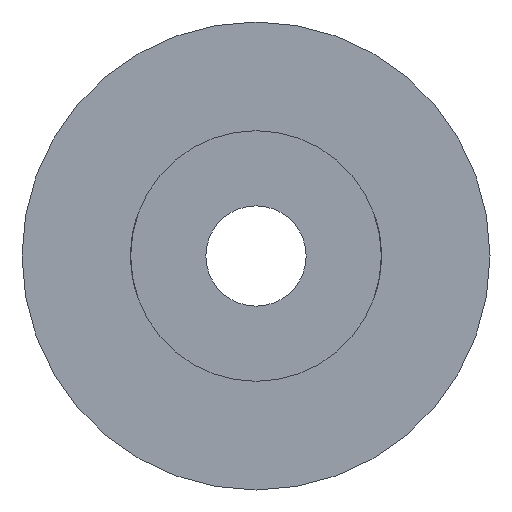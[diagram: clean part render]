
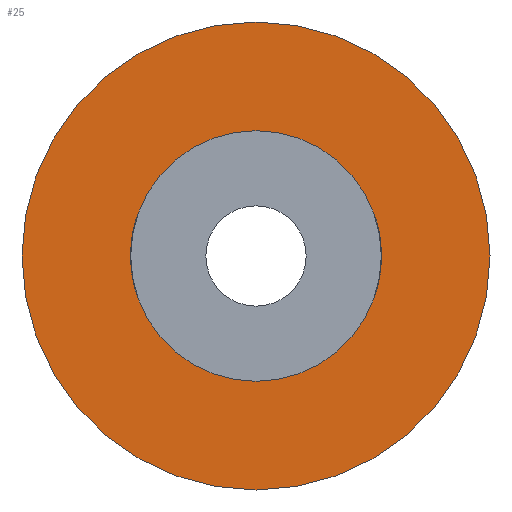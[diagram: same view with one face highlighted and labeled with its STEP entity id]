
A CAD part, front view. The second image highlights one B-rep face of the part: STEP entity #25.
In plain terms, the highlighted planar face has unit normal (0, -1, 0).
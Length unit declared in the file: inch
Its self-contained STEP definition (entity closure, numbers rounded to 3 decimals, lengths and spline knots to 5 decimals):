
#11 = DIRECTION ( 'NONE',  ( 0., 0., -1. ) ) ;
#13 = DIRECTION ( 'NONE',  ( 0., 1., 0. ) ) ;
#25 = ADVANCED_FACE ( 'NONE', ( #160, #215 ), #136, .T. ) ;
#77 = CARTESIAN_POINT ( 'NONE',  ( 0., -0.25, -0.875 ) ) ;
#136 = PLANE ( 'NONE',  #586 ) ;
#145 = DIRECTION ( 'NONE',  ( 0., 1., 0. ) ) ;
#155 = CARTESIAN_POINT ( 'NONE',  ( 0., -0.25, 0. ) ) ;
#160 = FACE_OUTER_BOUND ( 'NONE', #533, .T. ) ;
#175 = EDGE_LOOP ( 'NONE', ( #556, #794 ) ) ;
#215 = FACE_BOUND ( 'NONE', #175, .T. ) ;
#290 = DIRECTION ( 'NONE',  ( 0., 0., -1. ) ) ;
#347 = DIRECTION ( 'NONE',  ( 0., 0., -1. ) ) ;
#348 = DIRECTION ( 'NONE',  ( 0., -1., 0. ) ) ;
#357 = ORIENTED_EDGE ( 'NONE', *, *, #828, .F. ) ;
#470 = AXIS2_PLACEMENT_3D ( 'NONE', #155, #697, #767 ) ;
#511 = ORIENTED_EDGE ( 'NONE', *, *, #759, .F. ) ;
#533 = EDGE_LOOP ( 'NONE', ( #511, #357 ) ) ;
#549 = CARTESIAN_POINT ( 'NONE',  ( 0., -0.25, 0. ) ) ;
#555 = DIRECTION ( 'NONE',  ( 0., 1., 0. ) ) ;
#556 = ORIENTED_EDGE ( 'NONE', *, *, #842, .T. ) ;
#586 = AXIS2_PLACEMENT_3D ( 'NONE', #817, #348, #11 ) ;
#604 = CIRCLE ( 'NONE', #637, 0.46875 ) ;
#611 = CIRCLE ( 'NONE', #470, 0.46875 ) ;
#618 = DIRECTION ( 'NONE',  ( 0., 0., -1. ) ) ;
#623 = CARTESIAN_POINT ( 'NONE',  ( 0., -0.25, 0. ) ) ;
#637 = AXIS2_PLACEMENT_3D ( 'NONE', #549, #13, #347 ) ;
#651 = VERTEX_POINT ( 'NONE', #680 ) ;
#675 = CARTESIAN_POINT ( 'NONE',  ( 0., -0.25, 0.875 ) ) ;
#680 = CARTESIAN_POINT ( 'NONE',  ( 0., -0.25, -0.46875 ) ) ;
#693 = CARTESIAN_POINT ( 'NONE',  ( 0., -0.25, 0.46875 ) ) ;
#697 = DIRECTION ( 'NONE',  ( 0., 1., 0. ) ) ;
#709 = CIRCLE ( 'NONE', #745, 0.875 ) ;
#729 = AXIS2_PLACEMENT_3D ( 'NONE', #747, #145, #290 ) ;
#737 = VERTEX_POINT ( 'NONE', #675 ) ;
#739 = EDGE_CURVE ( 'NONE', #879, #651, #604, .T. ) ;
#745 = AXIS2_PLACEMENT_3D ( 'NONE', #623, #555, #618 ) ;
#747 = CARTESIAN_POINT ( 'NONE',  ( 0., -0.25, 0. ) ) ;
#750 = CIRCLE ( 'NONE', #729, 0.875 ) ;
#759 = EDGE_CURVE ( 'NONE', #771, #737, #750, .T. ) ;
#767 = DIRECTION ( 'NONE',  ( 0., 0., -1. ) ) ;
#771 = VERTEX_POINT ( 'NONE', #77 ) ;
#794 = ORIENTED_EDGE ( 'NONE', *, *, #739, .T. ) ;
#817 = CARTESIAN_POINT ( 'NONE',  ( 0., -0.25, 0. ) ) ;
#828 = EDGE_CURVE ( 'NONE', #737, #771, #709, .T. ) ;
#842 = EDGE_CURVE ( 'NONE', #651, #879, #611, .T. ) ;
#879 = VERTEX_POINT ( 'NONE', #693 ) ;
